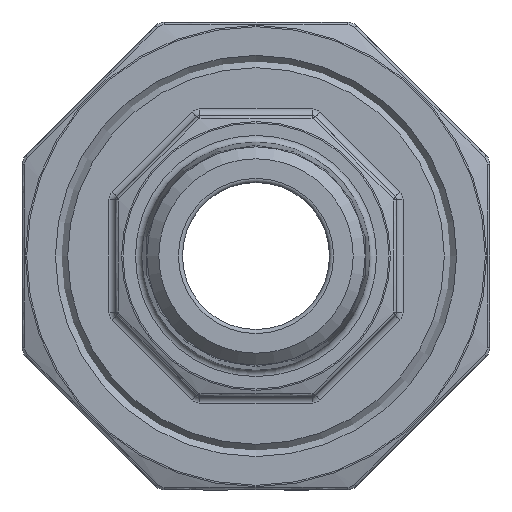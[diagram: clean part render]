
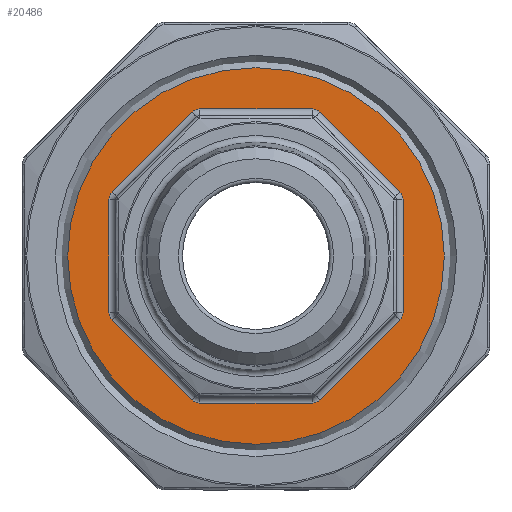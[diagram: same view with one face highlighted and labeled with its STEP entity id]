
A CAD part, left-side view. The second image highlights one B-rep face of the part: STEP entity #20486.
In plain terms, the highlighted planar face has unit normal (-1, 0, 0).
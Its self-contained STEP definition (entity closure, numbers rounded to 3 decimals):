
#186 = CARTESIAN_POINT ( 'NONE',  ( -9., 14.08, -11. ) ) ;
#230 = AXIS2_PLACEMENT_3D ( 'NONE', #3840, #13692, #16919 ) ;
#423 = CARTESIAN_POINT ( 'NONE',  ( -9., 4.225, 10.2 ) ) ;
#429 = EDGE_CURVE ( 'NONE', #10879, #16358, #9739, .T. ) ;
#555 = ORIENTED_EDGE ( 'NONE', *, *, #7508, .T. ) ;
#938 = LINE ( 'NONE', #21067, #7264 ) ;
#1079 = DIRECTION ( 'NONE',  ( 1., 0., 0. ) ) ;
#1504 = CARTESIAN_POINT ( 'NONE',  ( -9., 14.818, 0.738 ) ) ;
#1661 = DIRECTION ( 'NONE',  ( 0., 0., 1. ) ) ;
#1789 = CIRCLE ( 'NONE', #8522, 14.08 ) ;
#2270 = DIRECTION ( 'NONE',  ( 0., 0.707, 0.707 ) ) ;
#2514 = DIRECTION ( 'NONE',  ( 0., -0.707, -0.707 ) ) ;
#2606 = ORIENTED_EDGE ( 'NONE', *, *, #429, .T. ) ;
#2800 = CARTESIAN_POINT ( 'NONE',  ( -9., 0., 0. ) ) ;
#3016 = DIRECTION ( 'NONE',  ( 1., 0., 0. ) ) ;
#3173 = VERTEX_POINT ( 'NONE', #10389 ) ;
#3186 = VERTEX_POINT ( 'NONE', #15369 ) ;
#3293 = ORIENTED_EDGE ( 'NONE', *, *, #14263, .F. ) ;
#3296 = DIRECTION ( 'NONE',  ( 1., 0., 0. ) ) ;
#3540 = PLANE ( 'NONE',  #17806 ) ;
#3550 = VECTOR ( 'NONE', #8603, 1000. ) ;
#3709 = EDGE_CURVE ( 'NONE', #7937, #19650, #12187, .T. ) ;
#3786 = ORIENTED_EDGE ( 'NONE', *, *, #6193, .T. ) ;
#3817 = CIRCLE ( 'NONE', #9448, 0.8 ) ;
#3840 = CARTESIAN_POINT ( 'NONE',  ( -9., -4.225, 10.2 ) ) ;
#3918 = DIRECTION ( 'NONE',  ( 0., 0., 1. ) ) ;
#4153 = VERTEX_POINT ( 'NONE', #8478 ) ;
#4281 = LINE ( 'NONE', #17690, #20605 ) ;
#4286 = EDGE_LOOP ( 'NONE', ( #3293 ) ) ;
#4421 = CARTESIAN_POINT ( 'NONE',  ( -9., -4.791, -10.766 ) ) ;
#4621 = VERTEX_POINT ( 'NONE', #20367 ) ;
#4672 = ORIENTED_EDGE ( 'NONE', *, *, #11185, .T. ) ;
#4804 = ORIENTED_EDGE ( 'NONE', *, *, #5049, .T. ) ;
#5049 = EDGE_CURVE ( 'NONE', #13569, #7658, #3817, .T. ) ;
#5276 = CARTESIAN_POINT ( 'NONE',  ( -9., 14.818, -0.738 ) ) ;
#6193 = EDGE_CURVE ( 'NONE', #10542, #4621, #11903, .T. ) ;
#6297 = CARTESIAN_POINT ( 'NONE',  ( -9., 4.791, -10.766 ) ) ;
#6361 = CARTESIAN_POINT ( 'NONE',  ( -9., 10.766, -4.791 ) ) ;
#6501 = AXIS2_PLACEMENT_3D ( 'NONE', #9844, #3296, #7835 ) ;
#6575 = CARTESIAN_POINT ( 'NONE',  ( -9., -4.225, -10.2 ) ) ;
#6581 = DIRECTION ( 'NONE',  ( 0., 0., 1. ) ) ;
#6612 = DIRECTION ( 'NONE',  ( 0., 0., -1. ) ) ;
#6763 = DIRECTION ( 'NONE',  ( -1., 0., 0. ) ) ;
#6862 = DIRECTION ( 'NONE',  ( 0., 0., 1. ) ) ;
#7264 = VECTOR ( 'NONE', #21279, 1000. ) ;
#7508 = EDGE_CURVE ( 'NONE', #8463, #10277, #14722, .T. ) ;
#7658 = VERTEX_POINT ( 'NONE', #8346 ) ;
#7673 = ORIENTED_EDGE ( 'NONE', *, *, #15364, .T. ) ;
#7835 = DIRECTION ( 'NONE',  ( 0., 0., 1. ) ) ;
#7937 = VERTEX_POINT ( 'NONE', #4421 ) ;
#8346 = CARTESIAN_POINT ( 'NONE',  ( -9., -10.766, -4.791 ) ) ;
#8406 = ORIENTED_EDGE ( 'NONE', *, *, #14425, .T. ) ;
#8450 = DIRECTION ( 'NONE',  ( 1., 0., 0. ) ) ;
#8463 = VERTEX_POINT ( 'NONE', #14811 ) ;
#8478 = CARTESIAN_POINT ( 'NONE',  ( -9., 4.791, 10.766 ) ) ;
#8522 = AXIS2_PLACEMENT_3D ( 'NONE', #2800, #3016, #10179 ) ;
#8603 = DIRECTION ( 'NONE',  ( 0., 1., 0. ) ) ;
#8686 = ORIENTED_EDGE ( 'NONE', *, *, #3709, .T. ) ;
#8717 = VERTEX_POINT ( 'NONE', #6361 ) ;
#8923 = CARTESIAN_POINT ( 'NONE',  ( -9., 11., 0. ) ) ;
#8930 = VECTOR ( 'NONE', #16817, 1000. ) ;
#9214 = ORIENTED_EDGE ( 'NONE', *, *, #20737, .T. ) ;
#9448 = AXIS2_PLACEMENT_3D ( 'NONE', #16773, #18293, #6581 ) ;
#9506 = CARTESIAN_POINT ( 'NONE',  ( -9., -10.766, 4.791 ) ) ;
#9739 = CIRCLE ( 'NONE', #14691, 0.8 ) ;
#9844 = CARTESIAN_POINT ( 'NONE',  ( -9., 10.2, -4.225 ) ) ;
#10078 = CARTESIAN_POINT ( 'NONE',  ( -9., 14.08, 0. ) ) ;
#10179 = DIRECTION ( 'NONE',  ( 0., 0., -1. ) ) ;
#10277 = VERTEX_POINT ( 'NONE', #16656 ) ;
#10287 = DIRECTION ( 'NONE',  ( 0., 0., 1. ) ) ;
#10315 = CIRCLE ( 'NONE', #15619, 0.8 ) ;
#10389 = CARTESIAN_POINT ( 'NONE',  ( -9., 11., -4.225 ) ) ;
#10398 = FACE_BOUND ( 'NONE', #12838, .T. ) ;
#10420 = ORIENTED_EDGE ( 'NONE', *, *, #14679, .T. ) ;
#10542 = VERTEX_POINT ( 'NONE', #16685 ) ;
#10879 = VERTEX_POINT ( 'NONE', #15410 ) ;
#11026 = LINE ( 'NONE', #17791, #19181 ) ;
#11185 = EDGE_CURVE ( 'NONE', #16558, #10542, #938, .T. ) ;
#11283 = LINE ( 'NONE', #18045, #21576 ) ;
#11298 = DIRECTION ( 'NONE',  ( 1., 0., 0. ) ) ;
#11544 = CARTESIAN_POINT ( 'NONE',  ( -9., -11., -4.225 ) ) ;
#11891 = ORIENTED_EDGE ( 'NONE', *, *, #19931, .T. ) ;
#11899 = ORIENTED_EDGE ( 'NONE', *, *, #16427, .T. ) ;
#11903 = CIRCLE ( 'NONE', #230, 0.8 ) ;
#12187 = CIRCLE ( 'NONE', #13964, 0.8 ) ;
#12488 = DIRECTION ( 'NONE',  ( 0., 0., 1. ) ) ;
#12620 = CARTESIAN_POINT ( 'NONE',  ( -9., -4.225, -11. ) ) ;
#12637 = DIRECTION ( 'NONE',  ( 1., 0., 0. ) ) ;
#12838 = EDGE_LOOP ( 'NONE', ( #9214, #555, #17047, #7673, #4672, #3786, #11891, #8406, #14453, #4804, #10420, #8686, #14546, #2606, #20863, #11899 ) ) ;
#12954 = AXIS2_PLACEMENT_3D ( 'NONE', #14084, #12637, #3918 ) ;
#13569 = VERTEX_POINT ( 'NONE', #11544 ) ;
#13692 = DIRECTION ( 'NONE',  ( 1., 0., 0. ) ) ;
#13903 = LINE ( 'NONE', #5276, #14937 ) ;
#13947 = EDGE_CURVE ( 'NONE', #19650, #10879, #17029, .T. ) ;
#13964 = AXIS2_PLACEMENT_3D ( 'NONE', #6575, #8450, #20152 ) ;
#14084 = CARTESIAN_POINT ( 'NONE',  ( -9., 10.2, 4.225 ) ) ;
#14228 = LINE ( 'NONE', #8923, #17829 ) ;
#14263 = EDGE_CURVE ( 'NONE', #3186, #3186, #1789, .T. ) ;
#14425 = EDGE_CURVE ( 'NONE', #18031, #14775, #15576, .T. ) ;
#14453 = ORIENTED_EDGE ( 'NONE', *, *, #19944, .T. ) ;
#14511 = AXIS2_PLACEMENT_3D ( 'NONE', #16417, #11298, #6862 ) ;
#14546 = ORIENTED_EDGE ( 'NONE', *, *, #13947, .T. ) ;
#14679 = EDGE_CURVE ( 'NONE', #7658, #7937, #11283, .T. ) ;
#14691 = AXIS2_PLACEMENT_3D ( 'NONE', #16167, #1079, #12488 ) ;
#14722 = CIRCLE ( 'NONE', #12954, 0.8 ) ;
#14775 = VERTEX_POINT ( 'NONE', #17277 ) ;
#14811 = CARTESIAN_POINT ( 'NONE',  ( -9., 11., 4.225 ) ) ;
#14937 = VECTOR ( 'NONE', #2270, 1000. ) ;
#15364 = EDGE_CURVE ( 'NONE', #4153, #16558, #10315, .T. ) ;
#15369 = CARTESIAN_POINT ( 'NONE',  ( -9., 0., -14.08 ) ) ;
#15410 = CARTESIAN_POINT ( 'NONE',  ( -9., 4.225, -11. ) ) ;
#15576 = CIRCLE ( 'NONE', #14511, 0.8 ) ;
#15578 = DIRECTION ( 'NONE',  ( 0., 0., 1. ) ) ;
#15619 = AXIS2_PLACEMENT_3D ( 'NONE', #423, #18469, #10287 ) ;
#16167 = CARTESIAN_POINT ( 'NONE',  ( -9., 4.225, -10.2 ) ) ;
#16358 = VERTEX_POINT ( 'NONE', #6297 ) ;
#16417 = CARTESIAN_POINT ( 'NONE',  ( -9., -10.2, 4.225 ) ) ;
#16427 = EDGE_CURVE ( 'NONE', #8717, #3173, #20254, .T. ) ;
#16558 = VERTEX_POINT ( 'NONE', #17348 ) ;
#16656 = CARTESIAN_POINT ( 'NONE',  ( -9., 10.766, 4.791 ) ) ;
#16685 = CARTESIAN_POINT ( 'NONE',  ( -9., -4.225, 11. ) ) ;
#16746 = FACE_OUTER_BOUND ( 'NONE', #4286, .T. ) ;
#16773 = CARTESIAN_POINT ( 'NONE',  ( -9., -10.2, -4.225 ) ) ;
#16817 = DIRECTION ( 'NONE',  ( 0., -0.707, 0.707 ) ) ;
#16919 = DIRECTION ( 'NONE',  ( 0., 0., 1. ) ) ;
#17029 = LINE ( 'NONE', #186, #3550 ) ;
#17047 = ORIENTED_EDGE ( 'NONE', *, *, #18421, .T. ) ;
#17277 = CARTESIAN_POINT ( 'NONE',  ( -9., -11., 4.225 ) ) ;
#17348 = CARTESIAN_POINT ( 'NONE',  ( -9., 4.225, 11. ) ) ;
#17690 = CARTESIAN_POINT ( 'NONE',  ( -9., -0.738, 14.818 ) ) ;
#17791 = CARTESIAN_POINT ( 'NONE',  ( -9., -11., 0. ) ) ;
#17806 = AXIS2_PLACEMENT_3D ( 'NONE', #10078, #6763, #1661 ) ;
#17829 = VECTOR ( 'NONE', #15578, 1000. ) ;
#18031 = VERTEX_POINT ( 'NONE', #9506 ) ;
#18045 = CARTESIAN_POINT ( 'NONE',  ( -9., -0.738, -14.818 ) ) ;
#18148 = DIRECTION ( 'NONE',  ( 0., 0.707, -0.707 ) ) ;
#18293 = DIRECTION ( 'NONE',  ( 1., 0., 0. ) ) ;
#18421 = EDGE_CURVE ( 'NONE', #10277, #4153, #21620, .T. ) ;
#18469 = DIRECTION ( 'NONE',  ( 1., 0., 0. ) ) ;
#19167 = EDGE_CURVE ( 'NONE', #16358, #8717, #13903, .T. ) ;
#19181 = VECTOR ( 'NONE', #6612, 1000. ) ;
#19650 = VERTEX_POINT ( 'NONE', #12620 ) ;
#19931 = EDGE_CURVE ( 'NONE', #4621, #18031, #4281, .T. ) ;
#19944 = EDGE_CURVE ( 'NONE', #14775, #13569, #11026, .T. ) ;
#20152 = DIRECTION ( 'NONE',  ( 0., 0., 1. ) ) ;
#20254 = CIRCLE ( 'NONE', #6501, 0.8 ) ;
#20367 = CARTESIAN_POINT ( 'NONE',  ( -9., -4.791, 10.766 ) ) ;
#20486 = ADVANCED_FACE ( 'NONE', ( #10398, #16746 ), #3540, .T. ) ;
#20605 = VECTOR ( 'NONE', #2514, 1000. ) ;
#20737 = EDGE_CURVE ( 'NONE', #3173, #8463, #14228, .T. ) ;
#20863 = ORIENTED_EDGE ( 'NONE', *, *, #19167, .T. ) ;
#21067 = CARTESIAN_POINT ( 'NONE',  ( -9., 14.08, 11. ) ) ;
#21279 = DIRECTION ( 'NONE',  ( 0., -1., 0. ) ) ;
#21576 = VECTOR ( 'NONE', #18148, 1000. ) ;
#21620 = LINE ( 'NONE', #1504, #8930 ) ;
